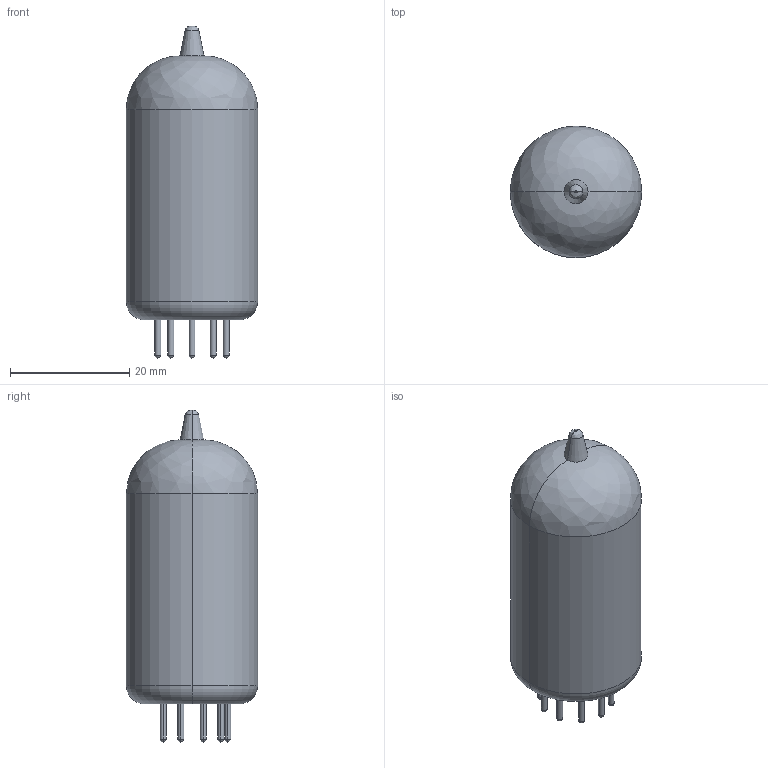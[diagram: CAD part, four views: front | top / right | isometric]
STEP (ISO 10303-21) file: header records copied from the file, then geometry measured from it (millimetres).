
FILE_DESCRIPTION((''),'2;1');
FILE_NAME('E88CC.stp','2010-03-15T14:19:57',(''),(''),'Mechanical Desktop 2010','Mechanical Desktop 2010',', , ');
FILE_SCHEMA(('AUTOMOTIVE_DESIGN { 1 2 10303 214 1 1 1 1 }'));
Length unit declared in the file: millimetre
Products named in the file (1): Product
Bounding box: 22 x 22 x 55.6 mm (x, y, z)
Volume: 15774 mm3; surface area: 3668.9 mm2
Topology: 11 solids, 11 shells, 59 faces, 114 edges, 59 vertices
Faces by surface type: cylinder 20, sphere 18, plane 13, bspline 4, cone 2, torus 2
Entity records: 1550 total; most frequent: CARTESIAN_POINT 355, DIRECTION 282, ORIENTED_EDGE 192, AXIS2_PLACEMENT_3D 130, EDGE_CURVE 96, CIRCLE 74, VERTEX_POINT 59, EDGE_LOOP 59
